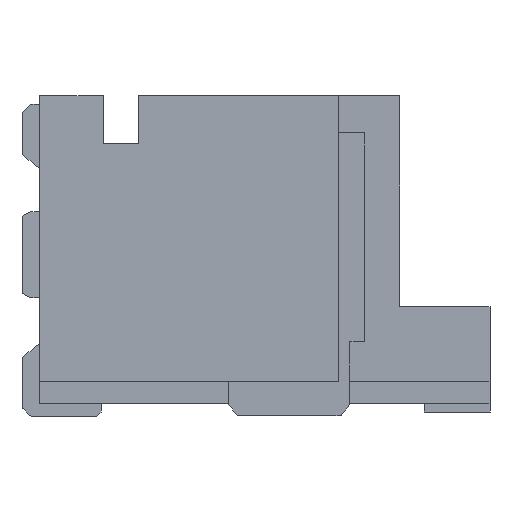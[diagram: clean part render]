
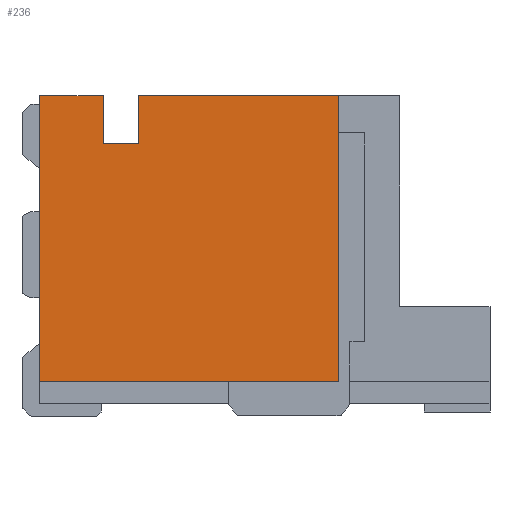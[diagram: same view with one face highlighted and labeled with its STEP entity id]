
A CAD part, left-side view. The second image highlights one B-rep face of the part: STEP entity #236.
In plain terms, the highlighted planar face has unit normal (-1, 0, 0).
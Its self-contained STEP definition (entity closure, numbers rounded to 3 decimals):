
#85=FACE_OUTER_BOUND('',#545,.T.);
#236=ADVANCED_FACE('',(#85),#390,.F.);
#390=PLANE('',#3048);
#545=EDGE_LOOP('',(#802,#803,#804,#805,#806,#807,#808,#809));
#802=ORIENTED_EDGE('',*,*,#1921,.F.);
#803=ORIENTED_EDGE('',*,*,#1922,.T.);
#804=ORIENTED_EDGE('',*,*,#1923,.F.);
#805=ORIENTED_EDGE('',*,*,#1924,.F.);
#806=ORIENTED_EDGE('',*,*,#1925,.F.);
#807=ORIENTED_EDGE('',*,*,#1926,.F.);
#808=ORIENTED_EDGE('',*,*,#1927,.F.);
#809=ORIENTED_EDGE('',*,*,#1837,.F.);
#1558=VERTEX_POINT('',#4000);
#1559=VERTEX_POINT('',#4002);
#1632=VERTEX_POINT('',#4166);
#1633=VERTEX_POINT('',#4168);
#1634=VERTEX_POINT('',#4170);
#1635=VERTEX_POINT('',#4172);
#1636=VERTEX_POINT('',#4174);
#1637=VERTEX_POINT('',#4176);
#1837=EDGE_CURVE('',#1558,#1559,#2262,.T.);
#1921=EDGE_CURVE('',#1632,#1558,#2346,.T.);
#1922=EDGE_CURVE('',#1632,#1633,#2347,.T.);
#1923=EDGE_CURVE('',#1634,#1633,#2348,.T.);
#1924=EDGE_CURVE('',#1635,#1634,#2349,.T.);
#1925=EDGE_CURVE('',#1636,#1635,#2350,.T.);
#1926=EDGE_CURVE('',#1637,#1636,#2351,.T.);
#1927=EDGE_CURVE('',#1559,#1637,#2352,.T.);
#2262=LINE('',#4001,#2657);
#2346=LINE('',#4165,#2741);
#2347=LINE('',#4167,#2742);
#2348=LINE('',#4169,#2743);
#2349=LINE('',#4171,#2744);
#2350=LINE('',#4173,#2745);
#2351=LINE('',#4175,#2746);
#2352=LINE('',#4177,#2747);
#2657=VECTOR('',#3234,1.);
#2741=VECTOR('',#3332,1.);
#2742=VECTOR('',#3333,1.);
#2743=VECTOR('',#3334,1.);
#2744=VECTOR('',#3335,1.);
#2745=VECTOR('',#3336,1.);
#2746=VECTOR('',#3337,1.);
#2747=VECTOR('',#3338,1.);
#3048=AXIS2_PLACEMENT_3D('',#4178,#3339,#3340);
#3234=DIRECTION('',(0.,0.,1.));
#3332=DIRECTION('',(0.,1.,0.));
#3333=DIRECTION('',(0.,0.,1.));
#3334=DIRECTION('',(0.,-1.,0.));
#3335=DIRECTION('',(0.,0.,1.));
#3336=DIRECTION('',(0.,-1.,0.));
#3337=DIRECTION('',(0.,0.,-1.));
#3338=DIRECTION('',(0.,-1.,0.));
#3339=DIRECTION('',(1.,0.,0.));
#3340=DIRECTION('',(0.,1.,0.));
#4000=CARTESIAN_POINT('',(-4.8,12.4,0.28));
#4001=CARTESIAN_POINT('',(-4.8,12.4,-0.22));
#4002=CARTESIAN_POINT('',(-4.8,12.4,6.78));
#4165=CARTESIAN_POINT('',(-4.8,2.15,0.28));
#4166=CARTESIAN_POINT('',(-4.8,5.6,0.28));
#4167=CARTESIAN_POINT('',(-4.8,5.6,-62.52));
#4168=CARTESIAN_POINT('',(-4.8,5.6,6.78));
#4169=CARTESIAN_POINT('',(-4.8,10.15,6.78));
#4170=CARTESIAN_POINT('',(-4.8,10.15,6.78));
#4171=CARTESIAN_POINT('',(-4.8,10.15,5.68));
#4172=CARTESIAN_POINT('',(-4.8,10.15,5.68));
#4173=CARTESIAN_POINT('',(-4.8,10.95,5.68));
#4174=CARTESIAN_POINT('',(-4.8,10.95,5.68));
#4175=CARTESIAN_POINT('',(-4.8,10.95,6.78));
#4176=CARTESIAN_POINT('',(-4.8,10.95,6.78));
#4177=CARTESIAN_POINT('',(-4.8,12.4,6.78));
#4178=CARTESIAN_POINT('',(-4.8,0.,0.));
